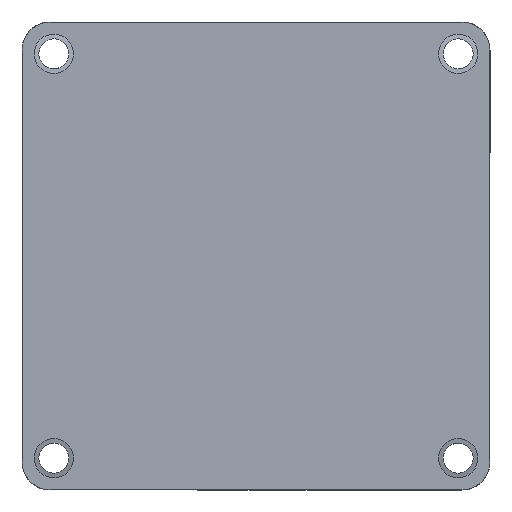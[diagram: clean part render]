
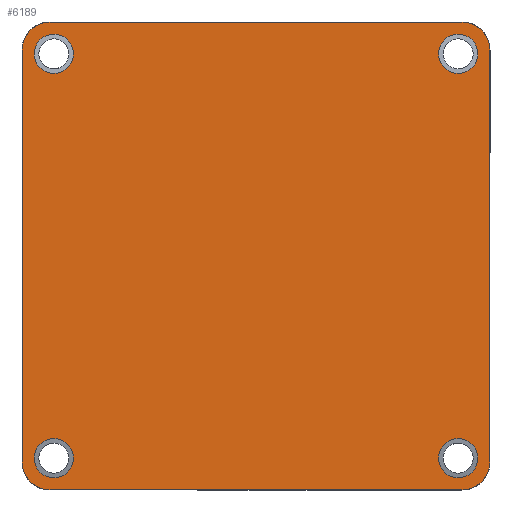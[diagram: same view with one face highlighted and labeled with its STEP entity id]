
A CAD part, front view. The second image highlights one B-rep face of the part: STEP entity #6189.
In plain terms, the highlighted planar face has unit normal (0, -1, 0).
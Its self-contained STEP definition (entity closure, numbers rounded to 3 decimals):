
#16 = VERTEX_POINT ( 'NONE', #7600 ) ;
#187 = VERTEX_POINT ( 'NONE', #1870 ) ;
#254 = DIRECTION ( 'NONE',  ( 0., 0., 1. ) ) ;
#256 = DIRECTION ( 'NONE',  ( 0., 1., 0. ) ) ;
#308 = EDGE_CURVE ( 'NONE', #4262, #1002, #6258, .T. ) ;
#333 = VECTOR ( 'NONE', #3631, 1000. ) ;
#394 = DIRECTION ( 'NONE',  ( 0., 0., 1. ) ) ;
#395 = CARTESIAN_POINT ( 'NONE',  ( 10.8, 0., 11.85 ) ) ;
#399 = ORIENTED_EDGE ( 'NONE', *, *, #2770, .T. ) ;
#423 = VERTEX_POINT ( 'NONE', #2595 ) ;
#685 = AXIS2_PLACEMENT_3D ( 'NONE', #6282, #5735, #1636 ) ;
#838 = VERTEX_POINT ( 'NONE', #5758 ) ;
#900 = LINE ( 'NONE', #5577, #1412 ) ;
#948 = AXIS2_PLACEMENT_3D ( 'NONE', #995, #5677, #3340 ) ;
#995 = CARTESIAN_POINT ( 'NONE',  ( 10.8, 0., -10.8 ) ) ;
#998 = CARTESIAN_POINT ( 'NONE',  ( 12.5, 0., -12.5 ) ) ;
#1002 = VERTEX_POINT ( 'NONE', #4081 ) ;
#1033 = DIRECTION ( 'NONE',  ( 0., 0., 1. ) ) ;
#1086 = CIRCLE ( 'NONE', #3061, 1.05 ) ;
#1104 = AXIS2_PLACEMENT_3D ( 'NONE', #4817, #5393, #7172 ) ;
#1208 = CARTESIAN_POINT ( 'NONE',  ( -10.8, 0., -11.85 ) ) ;
#1282 = FACE_BOUND ( 'NONE', #4871, .T. ) ;
#1284 = CARTESIAN_POINT ( 'NONE',  ( -12.5, 0., -12.5 ) ) ;
#1295 = EDGE_LOOP ( 'NONE', ( #6534, #2411 ) ) ;
#1331 = ORIENTED_EDGE ( 'NONE', *, *, #4818, .T. ) ;
#1379 = VERTEX_POINT ( 'NONE', #1208 ) ;
#1405 = EDGE_CURVE ( 'NONE', #6068, #1757, #900, .T. ) ;
#1412 = VECTOR ( 'NONE', #3213, 1000. ) ;
#1533 = DIRECTION ( 'NONE',  ( 0., 1., 0. ) ) ;
#1544 = CIRCLE ( 'NONE', #685, 1.5 ) ;
#1620 = VERTEX_POINT ( 'NONE', #3616 ) ;
#1636 = DIRECTION ( 'NONE',  ( 0., 0., 1. ) ) ;
#1757 = VERTEX_POINT ( 'NONE', #3995 ) ;
#1776 = EDGE_CURVE ( 'NONE', #1379, #838, #3756, .T. ) ;
#1814 = EDGE_CURVE ( 'NONE', #4262, #1620, #6257, .T. ) ;
#1850 = AXIS2_PLACEMENT_3D ( 'NONE', #6479, #7208, #6590 ) ;
#1870 = CARTESIAN_POINT ( 'NONE',  ( -11., 0., 12.5 ) ) ;
#1968 = EDGE_CURVE ( 'NONE', #187, #1757, #1544, .T. ) ;
#2397 = EDGE_CURVE ( 'NONE', #6579, #1620, #5961, .T. ) ;
#2411 = ORIENTED_EDGE ( 'NONE', *, *, #7278, .T. ) ;
#2422 = CIRCLE ( 'NONE', #4138, 1.05 ) ;
#2502 = ORIENTED_EDGE ( 'NONE', *, *, #308, .T. ) ;
#2569 = AXIS2_PLACEMENT_3D ( 'NONE', #4543, #7399, #2670 ) ;
#2595 = CARTESIAN_POINT ( 'NONE',  ( 10.8, 0., -11.85 ) ) ;
#2609 = PLANE ( 'NONE',  #5974 ) ;
#2670 = DIRECTION ( 'NONE',  ( 0., 0., 1. ) ) ;
#2673 = EDGE_CURVE ( 'NONE', #2878, #423, #4015, .T. ) ;
#2694 = CARTESIAN_POINT ( 'NONE',  ( 10.8, 0., 9.75 ) ) ;
#2770 = EDGE_CURVE ( 'NONE', #838, #1379, #2422, .T. ) ;
#2784 = CARTESIAN_POINT ( 'NONE',  ( 10.8, 0., 10.8 ) ) ;
#2806 = ORIENTED_EDGE ( 'NONE', *, *, #3933, .T. ) ;
#2815 = ORIENTED_EDGE ( 'NONE', *, *, #4766, .F. ) ;
#2878 = VERTEX_POINT ( 'NONE', #3030 ) ;
#2971 = EDGE_CURVE ( 'NONE', #6579, #5444, #4785, .T. ) ;
#2994 = ORIENTED_EDGE ( 'NONE', *, *, #1968, .T. ) ;
#3012 = EDGE_CURVE ( 'NONE', #6068, #5444, #4500, .T. ) ;
#3030 = CARTESIAN_POINT ( 'NONE',  ( 10.8, 0., -9.75 ) ) ;
#3061 = AXIS2_PLACEMENT_3D ( 'NONE', #7037, #4718, #3536 ) ;
#3107 = FACE_BOUND ( 'NONE', #5674, .T. ) ;
#3174 = CARTESIAN_POINT ( 'NONE',  ( 11., 0., -12.5 ) ) ;
#3180 = CARTESIAN_POINT ( 'NONE',  ( 0., 0., 0. ) ) ;
#3213 = DIRECTION ( 'NONE',  ( 0., 0., 1. ) ) ;
#3255 = DIRECTION ( 'NONE',  ( 0., 0., 1. ) ) ;
#3309 = CARTESIAN_POINT ( 'NONE',  ( -12.5, 0., 12.5 ) ) ;
#3340 = DIRECTION ( 'NONE',  ( 0., 0., 1. ) ) ;
#3342 = DIRECTION ( 'NONE',  ( 0., 0., -1. ) ) ;
#3394 = AXIS2_PLACEMENT_3D ( 'NONE', #4476, #7293, #3255 ) ;
#3536 = DIRECTION ( 'NONE',  ( 0., 0., 1. ) ) ;
#3596 = CARTESIAN_POINT ( 'NONE',  ( -12.5, 0., -11. ) ) ;
#3616 = CARTESIAN_POINT ( 'NONE',  ( 12.5, 0., -11. ) ) ;
#3631 = DIRECTION ( 'NONE',  ( -1., 0., 0. ) ) ;
#3641 = EDGE_CURVE ( 'NONE', #5909, #4294, #5732, .T. ) ;
#3756 = CIRCLE ( 'NONE', #5455, 1.05 ) ;
#3773 = AXIS2_PLACEMENT_3D ( 'NONE', #2784, #7475, #5150 ) ;
#3809 = LINE ( 'NONE', #3309, #5123 ) ;
#3876 = VECTOR ( 'NONE', #3342, 1000. ) ;
#3902 = ORIENTED_EDGE ( 'NONE', *, *, #1776, .T. ) ;
#3927 = DIRECTION ( 'NONE',  ( 1., 0., 0. ) ) ;
#3933 = EDGE_CURVE ( 'NONE', #5051, #16, #6107, .T. ) ;
#3972 = CARTESIAN_POINT ( 'NONE',  ( 11., 0., -11. ) ) ;
#3995 = CARTESIAN_POINT ( 'NONE',  ( -12.5, 0., 11. ) ) ;
#4015 = CIRCLE ( 'NONE', #948, 1.05 ) ;
#4081 = CARTESIAN_POINT ( 'NONE',  ( 11., 0., 12.5 ) ) ;
#4138 = AXIS2_PLACEMENT_3D ( 'NONE', #6323, #4638, #7029 ) ;
#4154 = ORIENTED_EDGE ( 'NONE', *, *, #1814, .F. ) ;
#4262 = VERTEX_POINT ( 'NONE', #6040 ) ;
#4288 = FACE_BOUND ( 'NONE', #1295, .T. ) ;
#4294 = VERTEX_POINT ( 'NONE', #395 ) ;
#4306 = EDGE_CURVE ( 'NONE', #16, #5051, #6975, .T. ) ;
#4420 = EDGE_LOOP ( 'NONE', ( #1331, #6771 ) ) ;
#4476 = CARTESIAN_POINT ( 'NONE',  ( -11., 0., -11. ) ) ;
#4500 = CIRCLE ( 'NONE', #3394, 1.5 ) ;
#4506 = DIRECTION ( 'NONE',  ( 0., -1., 0. ) ) ;
#4543 = CARTESIAN_POINT ( 'NONE',  ( -10.8, 0., 10.8 ) ) ;
#4638 = DIRECTION ( 'NONE',  ( 0., 1., 0. ) ) ;
#4718 = DIRECTION ( 'NONE',  ( 0., 1., 0. ) ) ;
#4766 = EDGE_CURVE ( 'NONE', #187, #1002, #3809, .T. ) ;
#4785 = LINE ( 'NONE', #1284, #333 ) ;
#4817 = CARTESIAN_POINT ( 'NONE',  ( 11., 0., 11. ) ) ;
#4818 = EDGE_CURVE ( 'NONE', #4294, #5909, #1086, .T. ) ;
#4819 = CARTESIAN_POINT ( 'NONE',  ( -10.8, 0., 11.85 ) ) ;
#4856 = FACE_BOUND ( 'NONE', #4420, .T. ) ;
#4871 = EDGE_LOOP ( 'NONE', ( #399, #3902 ) ) ;
#5051 = VERTEX_POINT ( 'NONE', #4819 ) ;
#5094 = CARTESIAN_POINT ( 'NONE',  ( -10.8, 0., -10.8 ) ) ;
#5097 = AXIS2_PLACEMENT_3D ( 'NONE', #3972, #4506, #394 ) ;
#5123 = VECTOR ( 'NONE', #3927, 1000. ) ;
#5150 = DIRECTION ( 'NONE',  ( 0., 0., 1. ) ) ;
#5155 = CIRCLE ( 'NONE', #1850, 1.05 ) ;
#5393 = DIRECTION ( 'NONE',  ( 0., -1., 0. ) ) ;
#5402 = ORIENTED_EDGE ( 'NONE', *, *, #1405, .F. ) ;
#5443 = ORIENTED_EDGE ( 'NONE', *, *, #2971, .F. ) ;
#5444 = VERTEX_POINT ( 'NONE', #6543 ) ;
#5455 = AXIS2_PLACEMENT_3D ( 'NONE', #5094, #1533, #1033 ) ;
#5509 = DIRECTION ( 'NONE',  ( 0., 1., 0. ) ) ;
#5577 = CARTESIAN_POINT ( 'NONE',  ( -12.5, 0., -12.5 ) ) ;
#5674 = EDGE_LOOP ( 'NONE', ( #2806, #7456 ) ) ;
#5677 = DIRECTION ( 'NONE',  ( 0., 1., 0. ) ) ;
#5732 = CIRCLE ( 'NONE', #3773, 1.05 ) ;
#5735 = DIRECTION ( 'NONE',  ( 0., -1., 0. ) ) ;
#5758 = CARTESIAN_POINT ( 'NONE',  ( -10.8, 0., -9.75 ) ) ;
#5909 = VERTEX_POINT ( 'NONE', #2694 ) ;
#5943 = DIRECTION ( 'NONE',  ( 0., 0., 1. ) ) ;
#5961 = CIRCLE ( 'NONE', #5097, 1.5 ) ;
#5974 = AXIS2_PLACEMENT_3D ( 'NONE', #3180, #5509, #254 ) ;
#6040 = CARTESIAN_POINT ( 'NONE',  ( 12.5, 0., 11. ) ) ;
#6050 = FACE_OUTER_BOUND ( 'NONE', #6814, .T. ) ;
#6068 = VERTEX_POINT ( 'NONE', #3596 ) ;
#6107 = CIRCLE ( 'NONE', #7097, 1.05 ) ;
#6189 = ADVANCED_FACE ( 'NONE', ( #3107, #4856, #4288, #1282, #6050 ), #2609, .F. ) ;
#6257 = LINE ( 'NONE', #998, #3876 ) ;
#6258 = CIRCLE ( 'NONE', #1104, 1.5 ) ;
#6282 = CARTESIAN_POINT ( 'NONE',  ( -11., 0., 11. ) ) ;
#6323 = CARTESIAN_POINT ( 'NONE',  ( -10.8, 0., -10.8 ) ) ;
#6479 = CARTESIAN_POINT ( 'NONE',  ( 10.8, 0., -10.8 ) ) ;
#6534 = ORIENTED_EDGE ( 'NONE', *, *, #2673, .T. ) ;
#6543 = CARTESIAN_POINT ( 'NONE',  ( -11., 0., -12.5 ) ) ;
#6579 = VERTEX_POINT ( 'NONE', #3174 ) ;
#6590 = DIRECTION ( 'NONE',  ( 0., 0., 1. ) ) ;
#6771 = ORIENTED_EDGE ( 'NONE', *, *, #3641, .T. ) ;
#6814 = EDGE_LOOP ( 'NONE', ( #2815, #2994, #5402, #7348, #5443, #7436, #4154, #2502 ) ) ;
#6975 = CIRCLE ( 'NONE', #2569, 1.05 ) ;
#7029 = DIRECTION ( 'NONE',  ( 0., 0., 1. ) ) ;
#7037 = CARTESIAN_POINT ( 'NONE',  ( 10.8, 0., 10.8 ) ) ;
#7097 = AXIS2_PLACEMENT_3D ( 'NONE', #7292, #256, #5943 ) ;
#7172 = DIRECTION ( 'NONE',  ( 0., 0., 1. ) ) ;
#7208 = DIRECTION ( 'NONE',  ( 0., 1., 0. ) ) ;
#7278 = EDGE_CURVE ( 'NONE', #423, #2878, #5155, .T. ) ;
#7292 = CARTESIAN_POINT ( 'NONE',  ( -10.8, 0., 10.8 ) ) ;
#7293 = DIRECTION ( 'NONE',  ( 0., -1., 0. ) ) ;
#7348 = ORIENTED_EDGE ( 'NONE', *, *, #3012, .T. ) ;
#7399 = DIRECTION ( 'NONE',  ( 0., 1., 0. ) ) ;
#7436 = ORIENTED_EDGE ( 'NONE', *, *, #2397, .T. ) ;
#7456 = ORIENTED_EDGE ( 'NONE', *, *, #4306, .T. ) ;
#7475 = DIRECTION ( 'NONE',  ( 0., 1., 0. ) ) ;
#7600 = CARTESIAN_POINT ( 'NONE',  ( -10.8, 0., 9.75 ) ) ;
